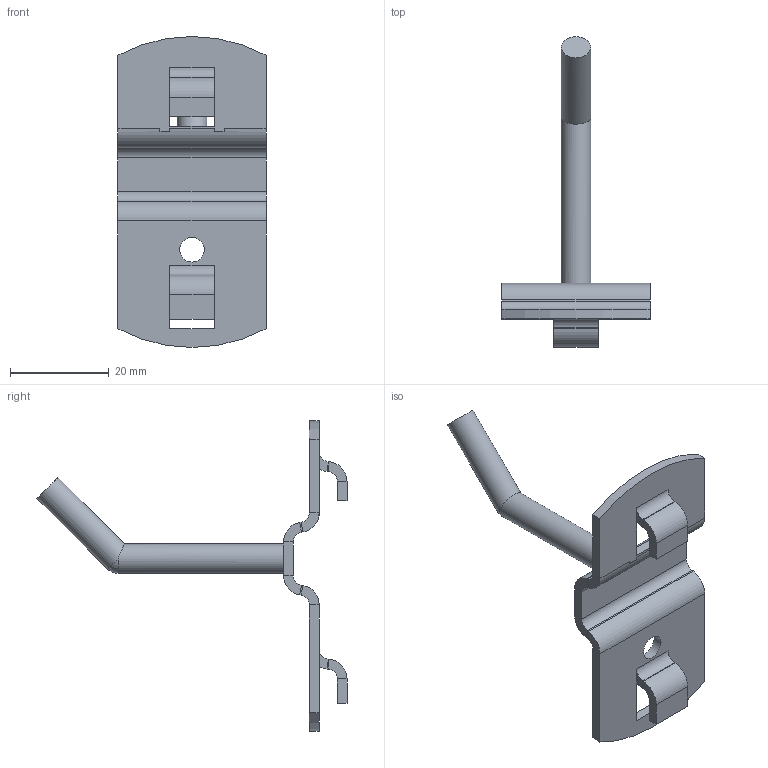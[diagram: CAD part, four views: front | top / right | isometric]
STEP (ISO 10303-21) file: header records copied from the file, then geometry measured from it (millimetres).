
FILE_DESCRIPTION((''),'2;1');
FILE_NAME('86502.stp','2020-12-15T10:01:06',('arma03'),(''),'Autodesk Inventor 2013','Autodesk Inventor 2013','');
FILE_SCHEMA(('AUTOMOTIVE_DESIGN { 1 0 10303 214 1 1 1 1 }'));
Length unit declared in the file: millimetre
Products named in the file (1): 86502
Bounding box: 30 x 62.82 x 62.99 mm (x, y, z)
Volume: 5477.6 mm3; surface area: 5610.4 mm2
Topology: 1 solids, 1 shells, 89 faces, 200 edges, 112 vertices
Faces by surface type: plane 67, cylinder 21, sphere 1
Full cylindrical faces by diameter (mm): 5 x1, 6 x2
Entity records: 2388 total; most frequent: DIRECTION 424, CARTESIAN_POINT 393, ORIENTED_EDGE 386, EDGE_CURVE 193, VECTOR 142, LINE 142, AXIS2_PLACEMENT_3D 141, VERTEX_POINT 110
